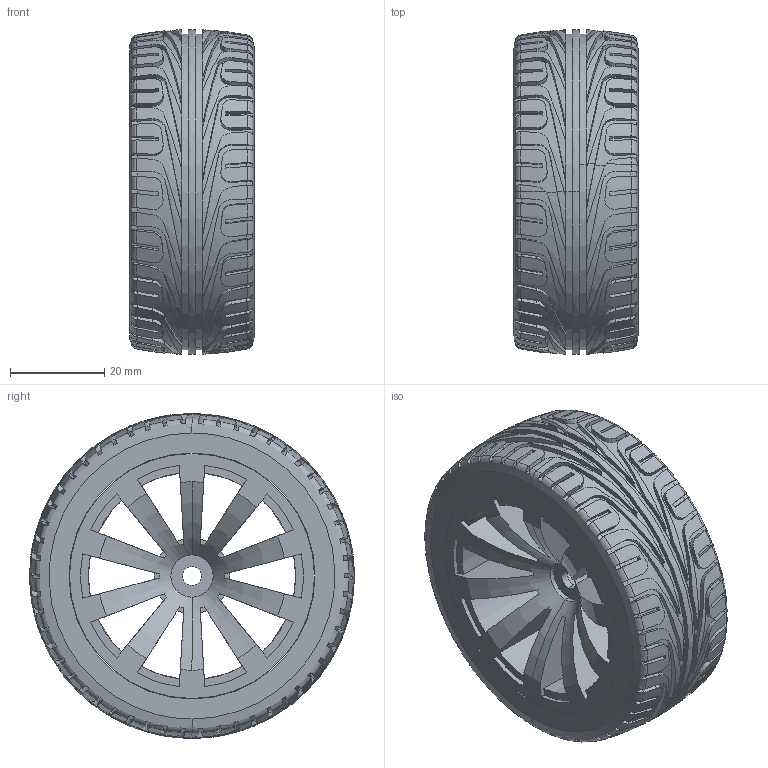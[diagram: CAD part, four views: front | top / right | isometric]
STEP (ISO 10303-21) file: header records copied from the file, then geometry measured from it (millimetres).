
FILE_DESCRIPTION (( 'STEP AP203' ), '1' );
FILE_NAME ('双色轮毂防滑轮胎.STEP', '2022-10-27T08:54:07', ( '' ), ( '' ), 'SwSTEP 2.0', 'SolidWorks 2021', '' );
FILE_SCHEMA (( 'CONFIG_CONTROL_DESIGN' ));
Length unit declared in the file: millimetre
Products named in the file (1): 双色轮毂防滑轮胎
Bounding box: 26.5 x 69 x 69 mm (x, y, z)
Volume: 60244.1 mm3; surface area: 29467.3 mm2
Topology: 2 solids, 2 shells, 1065 faces, 3070 edges, 1996 vertices
Faces by surface type: plane 607, torus 164, bspline 148, cylinder 144, cone 2
Entity records: 43821 total; most frequent: CARTESIAN_POINT 19384, ORIENTED_EDGE 6140, DIRECTION 3528, EDGE_CURVE 3070, VERTEX_POINT 1996, B_SPLINE_CURVE_WITH_KNOTS 1708, AXIS2_PLACEMENT_3D 1252, EDGE_LOOP 1076
